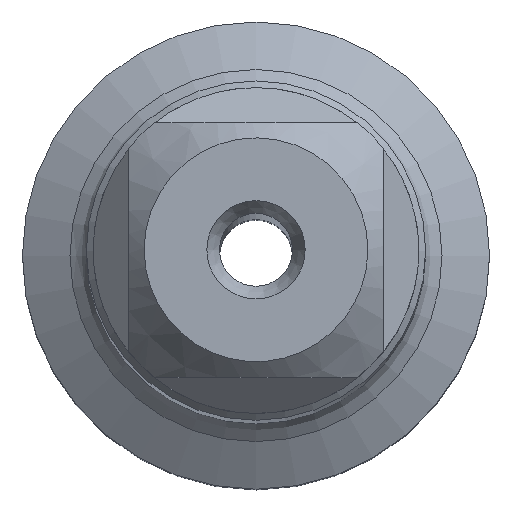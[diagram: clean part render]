
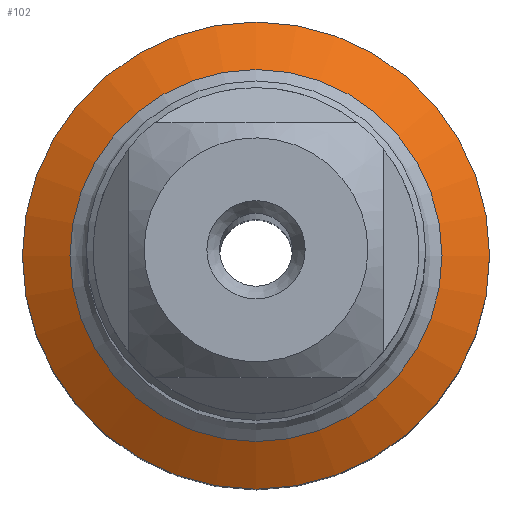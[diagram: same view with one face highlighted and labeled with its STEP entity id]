
A CAD part, top view. The second image highlights one B-rep face of the part: STEP entity #102.
In plain terms, the highlighted conical face has half-angle 60 degrees and reference radius 4.511 mm.
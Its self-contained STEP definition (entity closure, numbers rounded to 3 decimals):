
#90=CONICAL_SURFACE('',#456,4.511,60.);
#102=ADVANCED_FACE('',(#138,#139),#90,.T.);
#138=FACE_BOUND('',#176,.T.);
#139=FACE_BOUND('',#177,.T.);
#176=EDGE_LOOP('',(#222));
#177=EDGE_LOOP('',(#223));
#222=ORIENTED_EDGE('',*,*,#339,.T.);
#223=ORIENTED_EDGE('',*,*,#340,.F.);
#305=VERTEX_POINT('',#668);
#306=VERTEX_POINT('',#670);
#339=EDGE_CURVE('',#305,#305,#381,.T.);
#340=EDGE_CURVE('',#306,#306,#382,.T.);
#381=CIRCLE('',#454,5.111);
#382=CIRCLE('',#455,6.418);
#454=AXIS2_PLACEMENT_3D('',#667,#523,#524);
#455=AXIS2_PLACEMENT_3D('',#669,#525,#526);
#456=AXIS2_PLACEMENT_3D('',#671,#527,#528);
#523=DIRECTION('',(0.,0.,-1.));
#524=DIRECTION('',(-1.,0.,0.));
#525=DIRECTION('',(0.,0.,-1.));
#526=DIRECTION('',(-1.,0.,0.));
#527=DIRECTION('',(0.,0.,-1.));
#528=DIRECTION('',(-1.,0.,0.));
#667=CARTESIAN_POINT('',(0.,0.,-91.245));
#668=CARTESIAN_POINT('',(-5.111,0.,-91.245));
#669=CARTESIAN_POINT('',(0.,0.,-92.));
#670=CARTESIAN_POINT('',(-6.418,0.,-92.));
#671=CARTESIAN_POINT('',(0.,0.,-90.899));
